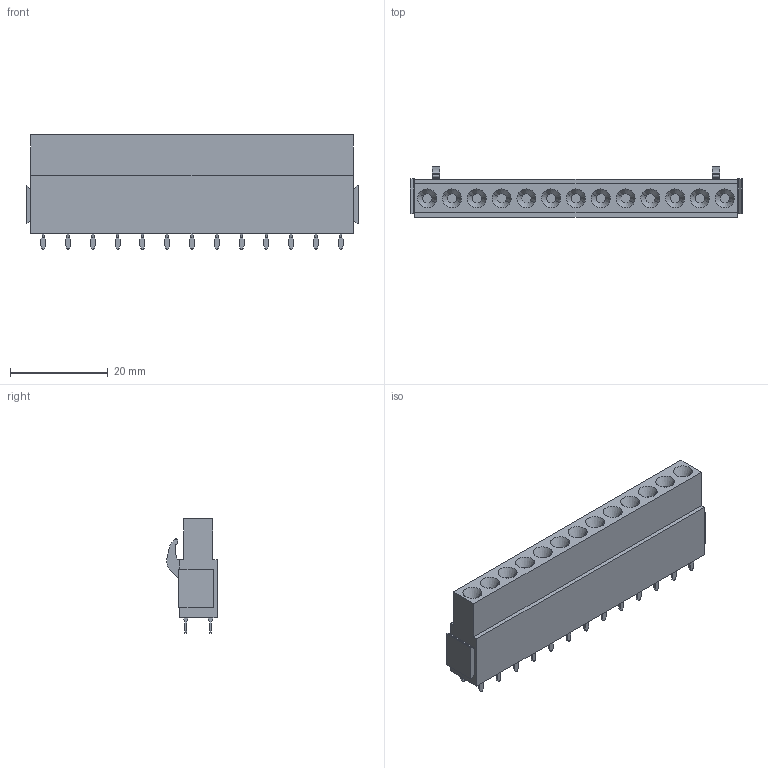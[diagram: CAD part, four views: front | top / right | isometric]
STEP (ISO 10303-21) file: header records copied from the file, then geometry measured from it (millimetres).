
FILE_DESCRIPTION(('CATIA V5 STEP Exchange','CAx-IF Rec.Pracs.--- Model Styling and Organization---1.2---2011-12-15'),'2;1');
FILE_NAME ('D1454388_0', '2018-09-01T02:56:28+00:00', ('none'), ('Weidmueller'), 'CATIA Version 5-6 Release 2014', 'CATIA V5 STEP AP214', 'none');
FILE_SCHEMA(('AUTOMOTIVE_DESIGN { 1 0 10303 214 1 1 1 1 }'));
Length unit declared in the file: millimetre
Products named in the file (1): 1682840000
Bounding box: 68.04 x 10.28 x 23.45 mm (x, y, z)
Volume: 9389.6 mm3; surface area: 4601.4 mm2
Topology: 27 solids, 27 shells, 677 faces, 1612 edges, 1030 vertices
Faces by surface type: plane 559, cylinder 92, cone 26
Entity records: 17812 total; most frequent: ORIENTED_EDGE 3224, CARTESIAN_POINT 3091, DIRECTION 2508, EDGE_CURVE 1612, VECTOR 1376, LINE 1376, VERTEX_POINT 1030, EDGE_LOOP 718
